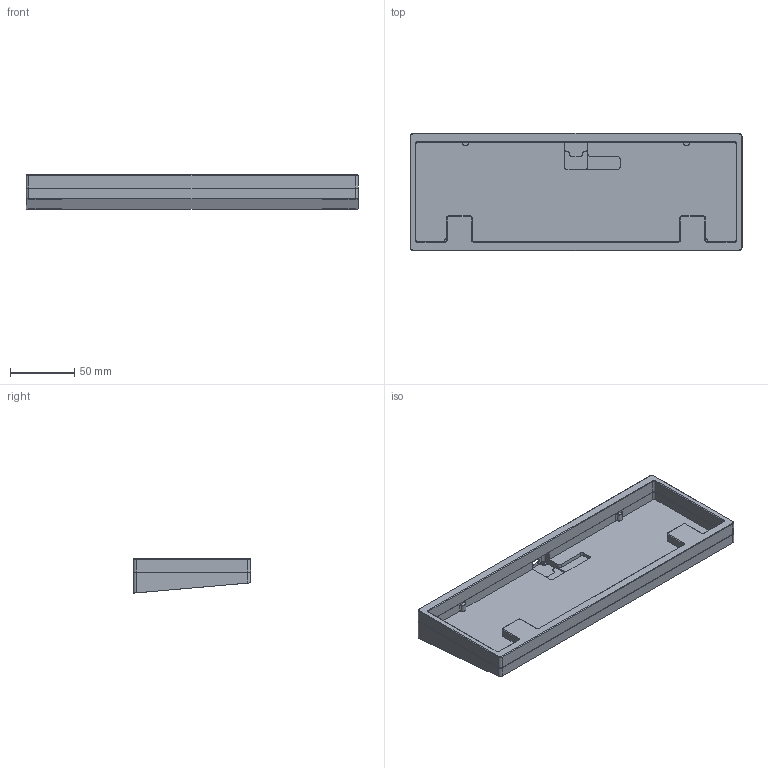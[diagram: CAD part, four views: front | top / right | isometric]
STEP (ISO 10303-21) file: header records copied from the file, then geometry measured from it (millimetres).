
FILE_DESCRIPTION(/* description */ (''),/* implementation_level */ '2;1');
FILE_NAME(/* name */ 'QS-13G.step',/* time_stamp */ '2022-04-27T15:59:48-05:00',/* author */ (''),/* organization */ (''),/* preprocessor_version */ 'ST-DEVELOPER v18.1',/* originating_system */ 'Autodesk Translation Framework v10.14.0.1471',/* authorisation */ '');
FILE_SCHEMA (('AUTOMOTIVE_DESIGN { 1 0 10303 214 3 1 1 }'));
Length unit declared in the file: millimetre
Products named in the file (1): QS-13G
Bounding box: 257.6 x 91.15 x 26.57 mm (x, y, z)
Volume: 190994.6 mm3; surface area: 85689.7 mm2
Topology: 2 solids, 2 shells, 225 faces, 570 edges, 364 vertices
Faces by surface type: plane 112, cylinder 89, cone 24
Full cylindrical faces by diameter (mm): 1.6 x2, 2 x4, 2.9 x4, 4.7 x4
Entity records: 6814 total; most frequent: DIRECTION 1224, CARTESIAN_POINT 1160, ORIENTED_EDGE 1140, EDGE_CURVE 570, AXIS2_PLACEMENT_3D 428, LINE 368, VECTOR 368, VERTEX_POINT 364
